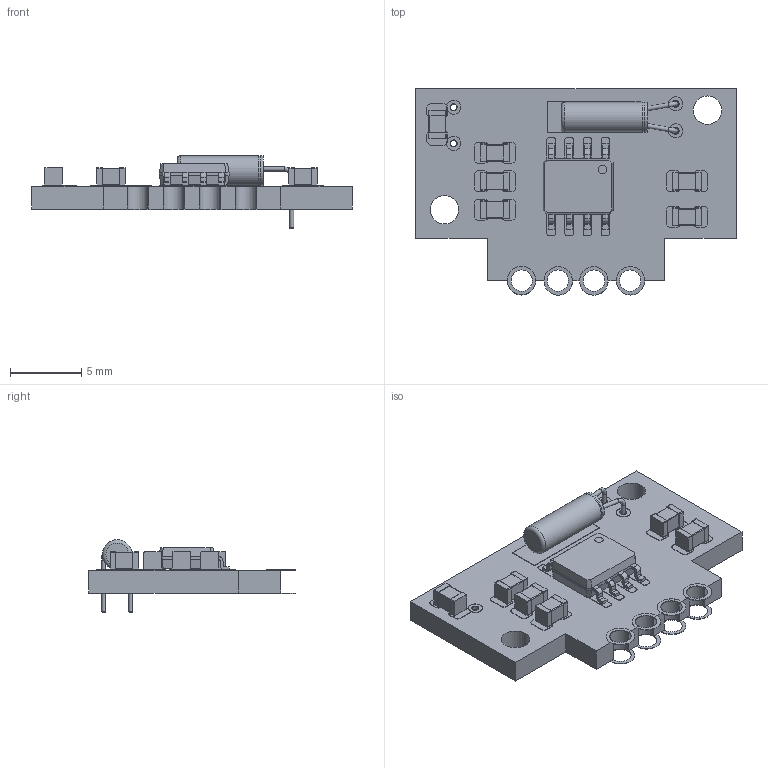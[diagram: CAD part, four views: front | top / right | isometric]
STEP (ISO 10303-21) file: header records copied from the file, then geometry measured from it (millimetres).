
FILE_DESCRIPTION(('KiCad electronic assembly'),'2;1');
FILE_NAME('dcf77.step','2025-02-10T08:11:08',('Pcbnew'),('Kicad'), 'Open CASCADE STEP processor 7.8','KiCad to STEP converter','Unknown' );
FILE_SCHEMA(('AUTOMOTIVE_DESIGN { 1 0 10303 214 1 1 1 1 }'));
Length unit declared in the file: millimetre
Products named in the file (58): dcf77 1; C_0805_2012Metric; Crystal_C26-LF_D2.1mm_L6.5mm_Horizontal_1EP_style1; C26_LF_Horizontal_1EP_1; SOIC-8-1EP_3.9x4.9mm_P1.27mm_EP2.41x3.81mm; dcf77-mock_pad_1; dcf77-mock_pad_2; dcf77-mock_pad_3; dcf77-mock_pad_4; dcf77-mock_pad_5; dcf77-mock_pad_6; dcf77-mock_pad_7; dcf77-mock_pad_8; dcf77-mock_pad_9; dcf77-mock_pad_10; dcf77-mock_pad_11; dcf77-mock_pad_12; dcf77-mock_pad_13; dcf77-mock_pad_14; dcf77-mock_pad_15; dcf77-mock_pad_16; dcf77-mock_pad_17; dcf77-mock_pad_18; dcf77-mock_pad_19; dcf77-mock_pad_20; dcf77-mock_pad_21; dcf77-mock_pad_22; dcf77-mock_pad_23; dcf77-mock_pad_24; dcf77-mock_pad_25; dcf77-mock_pad_26; dcf77-mock_pad_27; dcf77-mock_pad_28; dcf77-mock_pad_29; dcf77-mock_pad_30; dcf77-mock_pad_31; dcf77-mock_pad_32; dcf77-mock_pad_33; dcf77-mock_pad_34; dcf77-mock_pad_35 ...
Assembly tree (62 placements, depth 3):
  dcf77 1
    C_0805_2012Metric  x6
      C_0805_2012Metric
    Crystal_C26-LF_D2.1mm_L6.5mm_Horizontal_1EP_style1
      C26_LF_Horizontal_1EP_1
    SOIC-8-1EP_3.9x4.9mm_P1.27mm_EP2.41x3.81mm
      SOIC-8-1EP_3.9x4.9mm_P1.27mm_EP2.41x3.81mm
    dcf77-mock_pad_1
    dcf77-mock_pad_2
    dcf77-mock_pad_3
    dcf77-mock_pad_4
    dcf77-mock_pad_5
    dcf77-mock_pad_6
    dcf77-mock_pad_7
    dcf77-mock_pad_8
    dcf77-mock_pad_9
    dcf77-mock_pad_10
    dcf77-mock_pad_11
    dcf77-mock_pad_12
    dcf77-mock_pad_13
    dcf77-mock_pad_14
    dcf77-mock_pad_15
    dcf77-mock_pad_16
    dcf77-mock_pad_17
    dcf77-mock_pad_18
    dcf77-mock_pad_19
    dcf77-mock_pad_20
    dcf77-mock_pad_21
    dcf77-mock_pad_22
    dcf77-mock_pad_23
    dcf77-mock_pad_24
    dcf77-mock_pad_25
    dcf77-mock_pad_26
    dcf77-mock_pad_27
    dcf77-mock_pad_28
    dcf77-mock_pad_29
    dcf77-mock_pad_30
    dcf77-mock_pad_31
    dcf77-mock_pad_32
    dcf77-mock_pad_33
    dcf77-mock_pad_34
    dcf77-mock_pad_35
    dcf77-mock_pad_36
    dcf77-mock_pad_37
    dcf77-mock_pad_38
    dcf77-mock_pad_39
    dcf77-mock_pad_40
    dcf77-mock_pad_41
    dcf77-mock_pad_42
    dcf77-mock_pad_43
    dcf77-mock_pad_44
    dcf77-mock_pad_45
    dcf77-mock_pad_46
    dcf77-mock_pad_47
    dcf77-mock_pad_48
    dcf77-mock_pad_49
    dcf77-mock_pad_50
    dcf77-mock_PCB
Bounding box: 22.5 x 14.5 x 5.1 mm (x, y, z)
Volume: 491.3 mm3; surface area: 1048.1 mm2
Topology: 51 solids, 51 shells, 892 faces, 2274 edges, 1500 vertices
Faces by surface type: plane 710, cylinder 161, bspline 16, torus 5
Full cylindrical faces by diameter (mm): 0.3 x4, 0.45 x12, 0.5 x8, 1 x8, 1.5 x8, 2 x10, 2.1 x3
Entity records: 25136 total; most frequent: CARTESIAN_POINT 4061, ORIENTED_EDGE 3828, DIRECTION 3697, EDGE_CURVE 1914, LINE 1681, VECTOR 1681, VERTEX_POINT 1260, AXIS2_PLACEMENT_3D 1008
